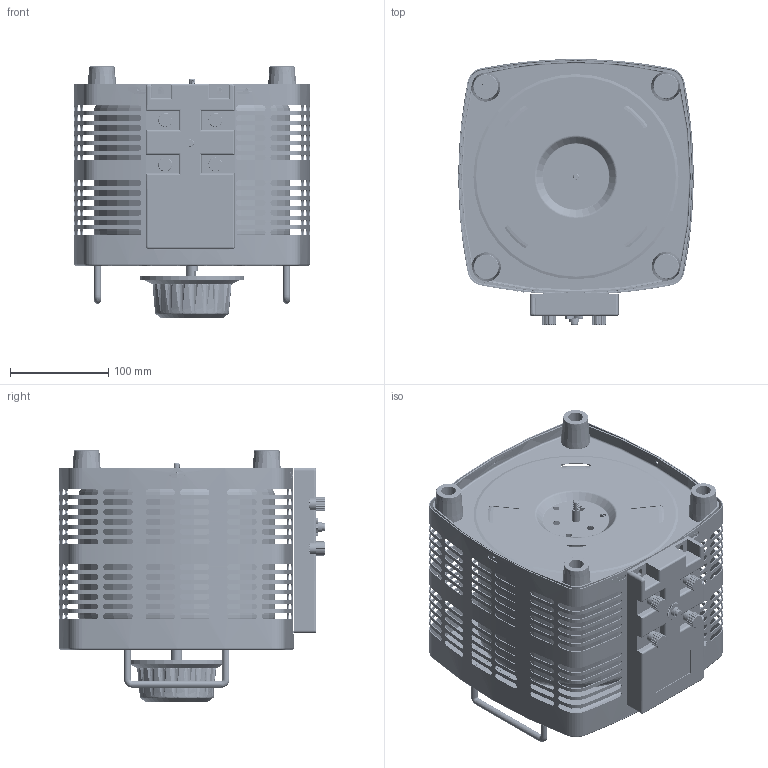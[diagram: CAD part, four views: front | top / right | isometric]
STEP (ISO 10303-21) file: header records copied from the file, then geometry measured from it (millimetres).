
FILE_DESCRIPTION (( 'STEP AP214' ), '1' );
FILE_NAME ('TDGC2-5KVA三维图-202509.STEP', '2025-09-03T07:10:34', ( 'China' ), ( 'Home' ), 'SwSTEP 2.0', 'SolidWorks 2020', '' );
FILE_SCHEMA (( 'AUTOMOTIVE_DESIGN' ));
Length unit declared in the file: millimetre
Products named in the file (17): TDGC2-5K諉盄碟; 諉華え; TDGC2-5K菁攫(2025); TDGC2-5K橡皮脚（30mm）; TDGC2-忒謫5K; TDGC2-5KVA三维图-202509; 諉盄簽3k綻; TDGC2-5俋欶; 酴蹟譫5k; TDGC2-3K枑忒; 徹婥悵誘ん3k; 1k桶; 諉盄簽3k窪; TDGC2-5k梓齪; TDGC2-笢粣5K; 线圈TDGC2-5K
Assembly tree (25 placements, depth 3):
  TDGC2-5KVA三维图-202509
    TDGC2-5K菁攫(2025)
    TDGC2-5k梓齪
    TDGC2-笢粣5K
    TDGC2-5俋欶
    TDGC2-5K橡皮脚（30mm）  x4
    TDGC2-忒謫5K
    諉盄簽3k窪  x2
    諉盄簽3k綻  x2
    TDGC2-5K諉盄碟
      1k桶
      TDGC2-5K諉盄碟
      徹婥悵誘ん3k
      酴蹟譫5k  x4
    TDGC2-3K枑忒  x2
    諉華え
    线圈TDGC2-5K
Bounding box: 239 x 270.05 x 255 mm (x, y, z)
Volume: 4794995.8 mm3; surface area: 786008.9 mm2
Topology: 32 solids, 32 shells, 5350 faces, 15282 edges, 10130 vertices
Faces by surface type: plane 2745, cylinder 1696, bspline 692, torus 152, cone 64, sphere 1
Entity records: 225073 total; most frequent: CARTESIAN_POINT 98561, ORIENTED_EDGE 22774, DIRECTION 18040, EDGE_CURVE 11387, VERTEX_POINT 7545, LINE 6164, VECTOR 6164, AXIS2_PLACEMENT_3D 5938
